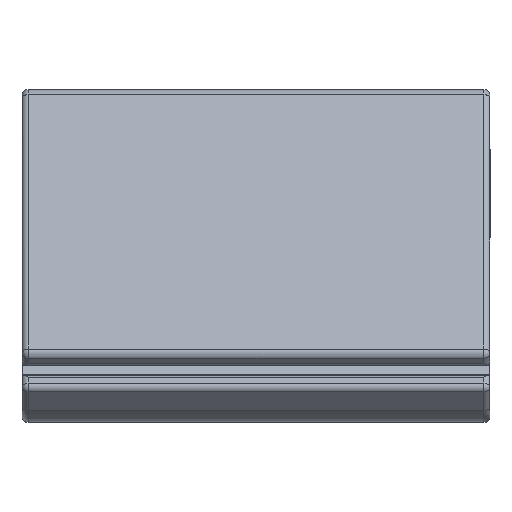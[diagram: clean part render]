
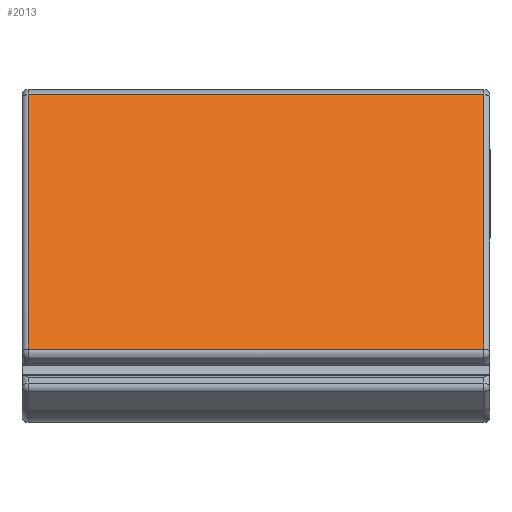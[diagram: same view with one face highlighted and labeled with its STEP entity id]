
A CAD part, left-side view. The second image highlights one B-rep face of the part: STEP entity #2013.
In plain terms, the highlighted planar face has unit normal (-0.71, 0, 0.704).
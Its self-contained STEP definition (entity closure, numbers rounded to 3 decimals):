
#94 = CYLINDRICAL_SURFACE('',#95,0.9);
#95 = AXIS2_PLACEMENT_3D('',#96,#97,#98);
#96 = CARTESIAN_POINT('',(-37.132,34.1,-32.176));
#97 = DIRECTION('',(0.704,0.,0.71));
#98 = DIRECTION('',(0.,1.,0.));
#689 = VERTEX_POINT('',#690);
#690 = CARTESIAN_POINT('',(-37.771,34.1,-31.543));
#718 = EDGE_CURVE('',#689,#719,#721,.T.);
#719 = VERTEX_POINT('',#720);
#720 = CARTESIAN_POINT('',(0.,34.1,6.532));
#721 = SURFACE_CURVE('',#722,(#726,#733),.PCURVE_S1.);
#722 = LINE('',#723,#724);
#723 = CARTESIAN_POINT('',(-37.771,34.1,-31.543));
#724 = VECTOR('',#725,1.);
#725 = DIRECTION('',(0.704,0.,0.71)
  );
#726 = PCURVE('',#94,#727);
#727 = DEFINITIONAL_REPRESENTATION('',(#728),#732);
#728 = LINE('',#729,#730);
#729 = CARTESIAN_POINT('',(1.571,0.));
#730 = VECTOR('',#731,1.);
#731 = DIRECTION('',(0.,1.));
#732 = ( GEOMETRIC_REPRESENTATION_CONTEXT(2) 
PARAMETRIC_REPRESENTATION_CONTEXT() REPRESENTATION_CONTEXT('2D SPACE',''
  ) );
#733 = PCURVE('',#734,#739);
#734 = PLANE('',#735);
#735 = AXIS2_PLACEMENT_3D('',#736,#737,#738);
#736 = CARTESIAN_POINT('',(-38.475,35.,-32.253));
#737 = DIRECTION('',(-0.71,0.,0.704)
  );
#738 = DIRECTION('',(0.704,0.,0.71)
  );
#739 = DEFINITIONAL_REPRESENTATION('',(#740),#744);
#740 = LINE('',#741,#742);
#741 = CARTESIAN_POINT('',(1.,-0.9));
#742 = VECTOR('',#743,1.);
#743 = DIRECTION('',(1.,0.));
#744 = ( GEOMETRIC_REPRESENTATION_CONTEXT(2) 
PARAMETRIC_REPRESENTATION_CONTEXT() REPRESENTATION_CONTEXT('2D SPACE',''
  ) );
#889 = CYLINDRICAL_SURFACE('',#890,2.502);
#890 = AXIS2_PLACEMENT_3D('',#891,#892,#893);
#891 = CARTESIAN_POINT('',(1.776,35.,4.769));
#892 = DIRECTION('',(0.,1.,0.));
#893 = DIRECTION('',(1.,0.,0.));
#1871 = CYLINDRICAL_SURFACE('',#1872,1.);
#1872 = AXIS2_PLACEMENT_3D('',#1873,#1874,#1875);
#1873 = CARTESIAN_POINT('',(-37.061,35.,-32.247));
#1874 = DIRECTION('',(0.,-1.,0.));
#1875 = DIRECTION('',(-0.704,0.,-0.71
    ));
#2013 = ADVANCED_FACE('',(#2014),#734,.T.);
#2014 = FACE_BOUND('',#2015,.T.);
#2015 = EDGE_LOOP('',(#2016,#2039,#2067,#2088));
#2016 = ORIENTED_EDGE('',*,*,#2017,.T.);
#2017 = EDGE_CURVE('',#689,#2018,#2020,.T.);
#2018 = VERTEX_POINT('',#2019);
#2019 = CARTESIAN_POINT('',(-37.771,-34.1,-31.543));
#2020 = SURFACE_CURVE('',#2021,(#2025,#2032),.PCURVE_S1.);
#2021 = LINE('',#2022,#2023);
#2022 = CARTESIAN_POINT('',(-37.771,35.,-31.543));
#2023 = VECTOR('',#2024,1.);
#2024 = DIRECTION('',(0.,-1.,0.));
#2025 = PCURVE('',#734,#2026);
#2026 = DEFINITIONAL_REPRESENTATION('',(#2027),#2031);
#2027 = LINE('',#2028,#2029);
#2028 = CARTESIAN_POINT('',(1.,0.));
#2029 = VECTOR('',#2030,1.);
#2030 = DIRECTION('',(0.,-1.));
#2031 = ( GEOMETRIC_REPRESENTATION_CONTEXT(2) 
PARAMETRIC_REPRESENTATION_CONTEXT() REPRESENTATION_CONTEXT('2D SPACE',''
  ) );
#2032 = PCURVE('',#1871,#2033);
#2033 = DEFINITIONAL_REPRESENTATION('',(#2034),#2038);
#2034 = LINE('',#2035,#2036);
#2035 = CARTESIAN_POINT('',(-1.571,0.));
#2036 = VECTOR('',#2037,1.);
#2037 = DIRECTION('',(-0.,1.));
#2038 = ( GEOMETRIC_REPRESENTATION_CONTEXT(2) 
PARAMETRIC_REPRESENTATION_CONTEXT() REPRESENTATION_CONTEXT('2D SPACE',''
  ) );
#2039 = ORIENTED_EDGE('',*,*,#2040,.T.);
#2040 = EDGE_CURVE('',#2018,#2041,#2043,.T.);
#2041 = VERTEX_POINT('',#2042);
#2042 = CARTESIAN_POINT('',(0.,-34.1,6.532));
#2043 = SURFACE_CURVE('',#2044,(#2048,#2055),.PCURVE_S1.);
#2044 = LINE('',#2045,#2046);
#2045 = CARTESIAN_POINT('',(-37.771,-34.1,-31.543));
#2046 = VECTOR('',#2047,1.);
#2047 = DIRECTION('',(0.704,0.,0.71)
  );
#2048 = PCURVE('',#734,#2049);
#2049 = DEFINITIONAL_REPRESENTATION('',(#2050),#2054);
#2050 = LINE('',#2051,#2052);
#2051 = CARTESIAN_POINT('',(1.,-69.1));
#2052 = VECTOR('',#2053,1.);
#2053 = DIRECTION('',(1.,0.));
#2054 = ( GEOMETRIC_REPRESENTATION_CONTEXT(2) 
PARAMETRIC_REPRESENTATION_CONTEXT() REPRESENTATION_CONTEXT('2D SPACE',''
  ) );
#2055 = PCURVE('',#2056,#2061);
#2056 = CYLINDRICAL_SURFACE('',#2057,0.9);
#2057 = AXIS2_PLACEMENT_3D('',#2058,#2059,#2060);
#2058 = CARTESIAN_POINT('',(-37.132,-34.1,-32.176));
#2059 = DIRECTION('',(0.704,0.,0.71)
  );
#2060 = DIRECTION('',(0.,-1.,0.));
#2061 = DEFINITIONAL_REPRESENTATION('',(#2062),#2066);
#2062 = LINE('',#2063,#2064);
#2063 = CARTESIAN_POINT('',(-1.571,0.));
#2064 = VECTOR('',#2065,1.);
#2065 = DIRECTION('',(-0.,1.));
#2066 = ( GEOMETRIC_REPRESENTATION_CONTEXT(2) 
PARAMETRIC_REPRESENTATION_CONTEXT() REPRESENTATION_CONTEXT('2D SPACE',''
  ) );
#2067 = ORIENTED_EDGE('',*,*,#2068,.F.);
#2068 = EDGE_CURVE('',#719,#2041,#2069,.T.);
#2069 = SURFACE_CURVE('',#2070,(#2074,#2081),.PCURVE_S1.);
#2070 = LINE('',#2071,#2072);
#2071 = CARTESIAN_POINT('',(0.,35.,6.532));
#2072 = VECTOR('',#2073,1.);
#2073 = DIRECTION('',(0.,-1.,0.));
#2074 = PCURVE('',#734,#2075);
#2075 = DEFINITIONAL_REPRESENTATION('',(#2076),#2080);
#2076 = LINE('',#2077,#2078);
#2077 = CARTESIAN_POINT('',(54.631,0.));
#2078 = VECTOR('',#2079,1.);
#2079 = DIRECTION('',(0.,-1.));
#2080 = ( GEOMETRIC_REPRESENTATION_CONTEXT(2) 
PARAMETRIC_REPRESENTATION_CONTEXT() REPRESENTATION_CONTEXT('2D SPACE',''
  ) );
#2081 = PCURVE('',#889,#2082);
#2082 = DEFINITIONAL_REPRESENTATION('',(#2083),#2087);
#2083 = LINE('',#2084,#2085);
#2084 = CARTESIAN_POINT('',(-2.36,0.));
#2085 = VECTOR('',#2086,1.);
#2086 = DIRECTION('',(-0.,-1.));
#2087 = ( GEOMETRIC_REPRESENTATION_CONTEXT(2) 
PARAMETRIC_REPRESENTATION_CONTEXT() REPRESENTATION_CONTEXT('2D SPACE',''
  ) );
#2088 = ORIENTED_EDGE('',*,*,#718,.F.);
